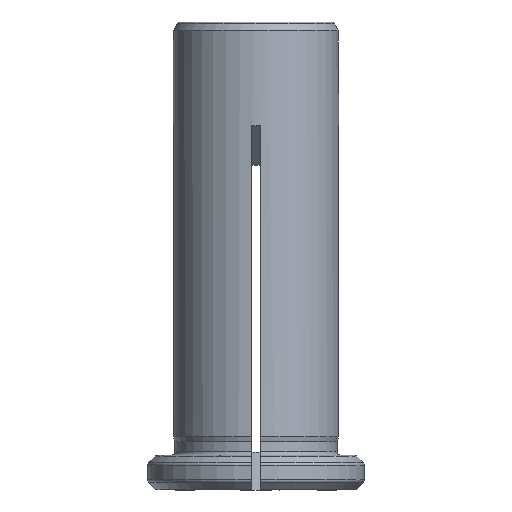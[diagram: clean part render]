
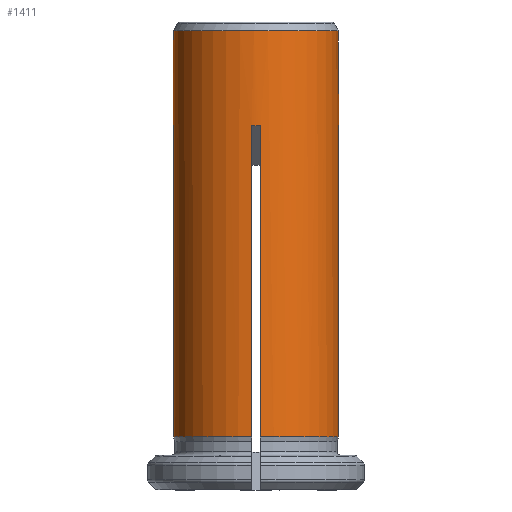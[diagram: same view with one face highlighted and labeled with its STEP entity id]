
A CAD part, front view. The second image highlights one B-rep face of the part: STEP entity #1411.
In plain terms, the highlighted cylindrical face has radius 9.525 mm (diameter 19.05 mm), a full revolution.
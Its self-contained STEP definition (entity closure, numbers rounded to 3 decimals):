
#28=ELLIPSE('',#1527,13.47,9.525);
#29=ELLIPSE('',#1529,13.47,9.525);
#30=ELLIPSE('',#1531,13.47,9.525);
#31=ELLIPSE('',#1533,13.47,9.525);
#173=CIRCLE('',#1487,9.525);
#193=CIRCLE('',#1526,9.525);
#194=CIRCLE('',#1528,9.525);
#195=CIRCLE('',#1530,9.525);
#196=CIRCLE('',#1532,9.525);
#331=ORIENTED_EDGE('',*,*,#768,.T.);
#332=ORIENTED_EDGE('',*,*,#769,.F.);
#333=ORIENTED_EDGE('',*,*,#770,.F.);
#334=ORIENTED_EDGE('',*,*,#771,.T.);
#335=ORIENTED_EDGE('',*,*,#772,.F.);
#336=ORIENTED_EDGE('',*,*,#773,.F.);
#337=ORIENTED_EDGE('',*,*,#774,.F.);
#338=ORIENTED_EDGE('',*,*,#775,.T.);
#339=ORIENTED_EDGE('',*,*,#776,.F.);
#340=ORIENTED_EDGE('',*,*,#777,.F.);
#341=ORIENTED_EDGE('',*,*,#778,.F.);
#342=ORIENTED_EDGE('',*,*,#779,.T.);
#343=ORIENTED_EDGE('',*,*,#780,.F.);
#344=ORIENTED_EDGE('',*,*,#781,.F.);
#345=ORIENTED_EDGE('',*,*,#782,.F.);
#346=ORIENTED_EDGE('',*,*,#783,.T.);
#347=ORIENTED_EDGE('',*,*,#697,.F.);
#697=EDGE_CURVE('',#919,#920,#173,.F.);
#768=EDGE_CURVE('',#980,#980,#193,.T.);
#769=EDGE_CURVE('',#981,#919,#1094,.F.);
#770=EDGE_CURVE('',#982,#981,#28,.T.);
#771=EDGE_CURVE('',#982,#983,#1095,.F.);
#772=EDGE_CURVE('',#984,#983,#194,.F.);
#773=EDGE_CURVE('',#985,#984,#1096,.F.);
#774=EDGE_CURVE('',#986,#985,#29,.T.);
#775=EDGE_CURVE('',#986,#987,#1097,.F.);
#776=EDGE_CURVE('',#988,#987,#195,.F.);
#777=EDGE_CURVE('',#989,#988,#1098,.F.);
#778=EDGE_CURVE('',#990,#989,#30,.T.);
#779=EDGE_CURVE('',#990,#991,#1099,.F.);
#780=EDGE_CURVE('',#992,#991,#196,.F.);
#781=EDGE_CURVE('',#993,#992,#1100,.F.);
#782=EDGE_CURVE('',#994,#993,#31,.T.);
#783=EDGE_CURVE('',#994,#920,#1101,.F.);
#919=VERTEX_POINT('',#2052);
#920=VERTEX_POINT('',#2054);
#980=VERTEX_POINT('',#2241);
#981=VERTEX_POINT('',#2243);
#982=VERTEX_POINT('',#2245);
#983=VERTEX_POINT('',#2247);
#984=VERTEX_POINT('',#2249);
#985=VERTEX_POINT('',#2251);
#986=VERTEX_POINT('',#2253);
#987=VERTEX_POINT('',#2255);
#988=VERTEX_POINT('',#2257);
#989=VERTEX_POINT('',#2259);
#990=VERTEX_POINT('',#2261);
#991=VERTEX_POINT('',#2263);
#992=VERTEX_POINT('',#2265);
#993=VERTEX_POINT('',#2267);
#994=VERTEX_POINT('',#2269);
#1094=LINE('',#2242,#1170);
#1095=LINE('',#2246,#1171);
#1096=LINE('',#2250,#1172);
#1097=LINE('',#2254,#1173);
#1098=LINE('',#2258,#1174);
#1099=LINE('',#2262,#1175);
#1100=LINE('',#2266,#1176);
#1101=LINE('',#2270,#1177);
#1170=VECTOR('',#1766,1000.);
#1171=VECTOR('',#1769,1000.);
#1172=VECTOR('',#1772,1000.);
#1173=VECTOR('',#1775,1000.);
#1174=VECTOR('',#1778,1000.);
#1175=VECTOR('',#1781,1000.);
#1176=VECTOR('',#1784,1000.);
#1177=VECTOR('',#1787,1000.);
#1230=EDGE_LOOP('',(#331));
#1231=EDGE_LOOP('',(#332,#333,#334,#335,#336,#337,#338,#339,#340,#341,#342,
#343,#344,#345,#346,#347));
#1316=FACE_BOUND('',#1230,.T.);
#1317=FACE_BOUND('',#1231,.T.);
#1388=CYLINDRICAL_SURFACE('',#1525,9.525);
#1411=ADVANCED_FACE('',(#1316,#1317),#1388,.T.);
#1487=AXIS2_PLACEMENT_3D('',#2053,#1658,#1659);
#1525=AXIS2_PLACEMENT_3D('',#2239,#1762,#1763);
#1526=AXIS2_PLACEMENT_3D('',#2240,#1764,#1765);
#1527=AXIS2_PLACEMENT_3D('',#2244,#1767,#1768);
#1528=AXIS2_PLACEMENT_3D('',#2248,#1770,#1771);
#1529=AXIS2_PLACEMENT_3D('',#2252,#1773,#1774);
#1530=AXIS2_PLACEMENT_3D('',#2256,#1776,#1777);
#1531=AXIS2_PLACEMENT_3D('',#2260,#1779,#1780);
#1532=AXIS2_PLACEMENT_3D('',#2264,#1782,#1783);
#1533=AXIS2_PLACEMENT_3D('',#2268,#1785,#1786);
#1658=DIRECTION('',(0.,0.,1.));
#1659=DIRECTION('',(1.,0.,0.));
#1762=DIRECTION('',(0.,0.,1.));
#1763=DIRECTION('',(1.,0.,0.));
#1764=DIRECTION('',(0.,0.,-1.));
#1765=DIRECTION('',(-1.,0.,0.));
#1766=DIRECTION('',(0.,0.,1.));
#1767=DIRECTION('',(0.,0.707,-0.707));
#1768=DIRECTION('',(0.,0.707,0.707));
#1769=DIRECTION('',(0.,0.,1.));
#1770=DIRECTION('',(0.,0.,1.));
#1771=DIRECTION('',(1.,0.,0.));
#1772=DIRECTION('',(0.,0.,1.));
#1773=DIRECTION('',(-0.707,0.,-0.707));
#1774=DIRECTION('',(-0.707,0.,0.707));
#1775=DIRECTION('',(0.,0.,1.));
#1776=DIRECTION('',(0.,0.,1.));
#1777=DIRECTION('',(1.,0.,0.));
#1778=DIRECTION('',(0.,0.,1.));
#1779=DIRECTION('',(0.,-0.707,-0.707));
#1780=DIRECTION('',(0.,-0.707,0.707));
#1781=DIRECTION('',(0.,0.,1.));
#1782=DIRECTION('',(0.,0.,1.));
#1783=DIRECTION('',(1.,0.,0.));
#1784=DIRECTION('',(0.,0.,1.));
#1785=DIRECTION('',(0.707,0.,-0.707));
#1786=DIRECTION('',(0.707,0.,0.707));
#1787=DIRECTION('',(0.,0.,1.));
#2052=CARTESIAN_POINT('',(0.5,9.512,2.127));
#2053=CARTESIAN_POINT('',(0.,0.,2.127));
#2054=CARTESIAN_POINT('',(9.512,0.5,2.127));
#2239=CARTESIAN_POINT('',(0.,0.,60.));
#2240=CARTESIAN_POINT('',(0.,0.,48.973));
#2241=CARTESIAN_POINT('',(-9.525,0.,48.973));
#2242=CARTESIAN_POINT('',(0.5,9.512,60.));
#2243=CARTESIAN_POINT('',(0.5,9.512,38.012));
#2244=CARTESIAN_POINT('',(0.,0.,28.5));
#2245=CARTESIAN_POINT('',(-0.5,9.512,38.012));
#2246=CARTESIAN_POINT('',(-0.5,9.512,60.));
#2247=CARTESIAN_POINT('',(-0.5,9.512,2.127));
#2248=CARTESIAN_POINT('',(0.,0.,2.127));
#2249=CARTESIAN_POINT('',(-9.512,0.5,2.127));
#2250=CARTESIAN_POINT('',(-9.512,0.5,60.));
#2251=CARTESIAN_POINT('',(-9.512,0.5,38.012));
#2252=CARTESIAN_POINT('',(0.,0.,28.5));
#2253=CARTESIAN_POINT('',(-9.512,-0.5,38.012));
#2254=CARTESIAN_POINT('',(-9.512,-0.5,60.));
#2255=CARTESIAN_POINT('',(-9.512,-0.5,2.127));
#2256=CARTESIAN_POINT('',(0.,0.,2.127));
#2257=CARTESIAN_POINT('',(-0.5,-9.512,2.127));
#2258=CARTESIAN_POINT('',(-0.5,-9.512,60.));
#2259=CARTESIAN_POINT('',(-0.5,-9.512,38.012));
#2260=CARTESIAN_POINT('',(0.,0.,28.5));
#2261=CARTESIAN_POINT('',(0.5,-9.512,38.012));
#2262=CARTESIAN_POINT('',(0.5,-9.512,60.));
#2263=CARTESIAN_POINT('',(0.5,-9.512,2.127));
#2264=CARTESIAN_POINT('',(0.,0.,2.127));
#2265=CARTESIAN_POINT('',(9.512,-0.5,2.127));
#2266=CARTESIAN_POINT('',(9.512,-0.5,60.));
#2267=CARTESIAN_POINT('',(9.512,-0.5,38.012));
#2268=CARTESIAN_POINT('',(0.,0.,28.5));
#2269=CARTESIAN_POINT('',(9.512,0.5,38.012));
#2270=CARTESIAN_POINT('',(9.512,0.5,60.));
